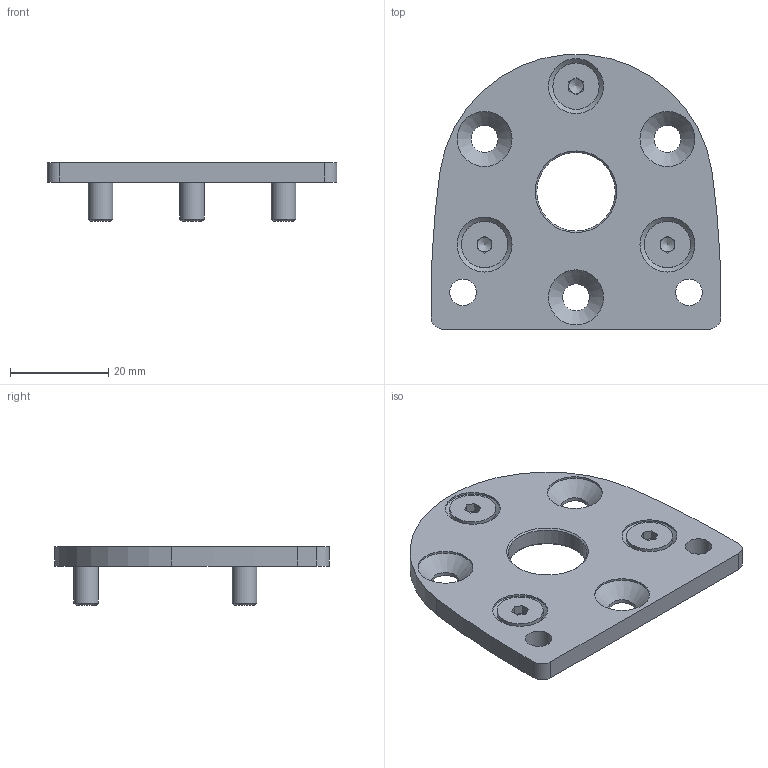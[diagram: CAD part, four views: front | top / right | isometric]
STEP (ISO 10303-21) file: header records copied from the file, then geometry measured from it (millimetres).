
FILE_DESCRIPTION(/* description */ ('STEP AP214'),/* implementation_level */ '2;1');
FILE_NAME(/* name */ '4965019_DAMF-Q12-16',/* time_stamp */ '2024-08-13T14:50:51+02:00',/* author */ ('License CC BY-ND 4.0'),/* organization */ ('CADENAS'),/* preprocessor_version */ 'ST-DEVELOPER v19.3',/* originating_system */ 'PARTsolutions',/* authorisation */ ' ');
FILE_SCHEMA (('AUTOMOTIVE_DESIGN {1 0 10303 214 3 1 1}'));
Length unit declared in the file: millimetre
Products named in the file (3): 4965019 DAMF-Q12-16; 4872259 DAMF-Q12-16---(P); ISO 10642 M5x12(F)
Assembly tree (4 placements, depth 2):
  4965019 DAMF-Q12-16
    4872259 DAMF-Q12-16---(P)
    ISO 10642 M5x12(F)  x3
Bounding box: 59 x 55.9 x 12 mm (x, y, z)
Volume: 10076.8 mm3; surface area: 7443.6 mm2
Topology: 4 solids, 4 shells, 96 faces, 220 edges, 132 vertices
Faces by surface type: plane 47, cylinder 29, cone 17, torus 3
Full cylindrical faces by diameter (mm): 3 x3, 5 x3, 5.4 x2, 5.5 x6, 9.43 x3, 11.2 x6, 16 x1
Entity records: 1487 total; most frequent: DIRECTION 266, CARTESIAN_POINT 226, ORIENTED_EDGE 186, AXIS2_PLACEMENT_3D 114, FACE_BOUND 103, EDGE_LOOP 102, EDGE_CURVE 93, VERTEX_POINT 74
